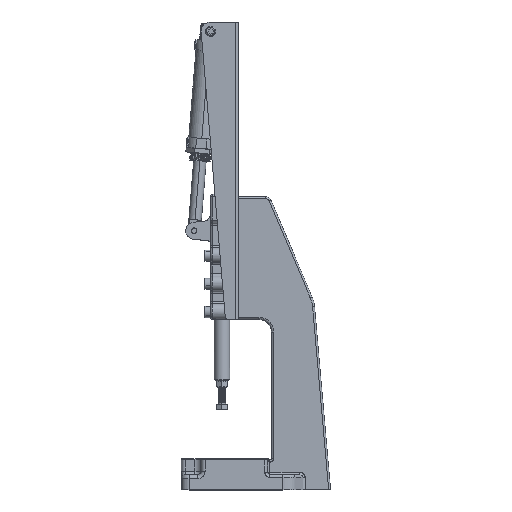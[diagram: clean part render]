
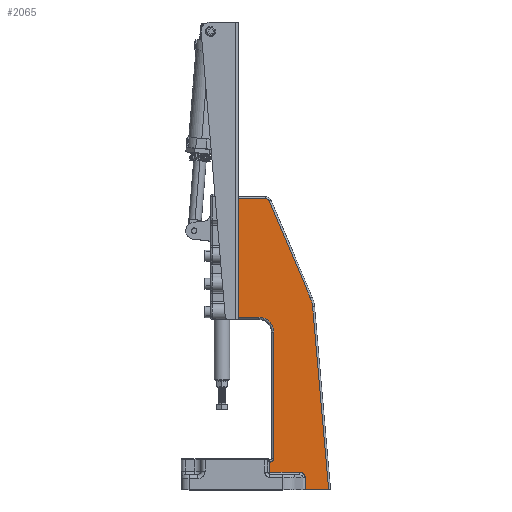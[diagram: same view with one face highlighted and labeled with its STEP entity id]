
A CAD part, top view. The second image highlights one B-rep face of the part: STEP entity #2065.
In plain terms, the highlighted planar face has unit normal (0, 0, 1).
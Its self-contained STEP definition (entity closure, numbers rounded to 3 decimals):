
#839 = CARTESIAN_POINT ( 'NONE',  ( 36.646, 50., 80. ) ) ;
#1173 = EDGE_CURVE ( 'NONE', #16239, #79323, #4362, .T. ) ;
#1273 = CARTESIAN_POINT ( 'NONE',  ( 77.572, -380., 80. ) ) ;
#2065 = ADVANCED_FACE ( 'NONE', ( #25304 ), #72491, .T. ) ;
#2278 = DIRECTION ( 'NONE',  ( 1., 0., 0. ) ) ;
#2771 = VERTEX_POINT ( 'NONE', #13665 ) ;
#2998 = ORIENTED_EDGE ( 'NONE', *, *, #43588, .T. ) ;
#3135 = DIRECTION ( 'NONE',  ( 1., 0., 0. ) ) ;
#3419 = ORIENTED_EDGE ( 'NONE', *, *, #44640, .T. ) ;
#3474 = VERTEX_POINT ( 'NONE', #50765 ) ;
#3908 = DIRECTION ( 'NONE',  ( 0., 0., 1. ) ) ;
#4362 = LINE ( 'NONE', #77790, #38374 ) ;
#6722 = CARTESIAN_POINT ( 'NONE',  ( 30.563, -384., 80. ) ) ;
#6907 = CARTESIAN_POINT ( 'NONE',  ( -20., 57., 80. ) ) ;
#6921 = VERTEX_POINT ( 'NONE', #16980 ) ;
#6980 = CARTESIAN_POINT ( 'NONE',  ( 23.381, -132.354, 80. ) ) ;
#7564 = CARTESIAN_POINT ( 'NONE',  ( 86.809, -408., 80. ) ) ;
#7784 = CARTESIAN_POINT ( 'NONE',  ( 95.382, -101.709, 80. ) ) ;
#8468 = CARTESIAN_POINT ( 'NONE',  ( 31., -358., 80. ) ) ;
#10512 = AXIS2_PLACEMENT_3D ( 'NONE', #34165, #40591, #2278 ) ;
#10764 = EDGE_CURVE ( 'NONE', #2771, #40399, #29331, .T. ) ;
#13653 = DIRECTION ( 'NONE',  ( 0., -1., 0. ) ) ;
#13665 = CARTESIAN_POINT ( 'NONE',  ( 29.825, 52.735, 80. ) ) ;
#13773 = ORIENTED_EDGE ( 'NONE', *, *, #47096, .T. ) ;
#14118 = CARTESIAN_POINT ( 'NONE',  ( 86.809, -388., 80. ) ) ;
#14737 = EDGE_CURVE ( 'NONE', #38502, #3474, #74091, .T. ) ;
#14878 = DIRECTION ( 'NONE',  ( 1., 0., 0. ) ) ;
#15241 = CARTESIAN_POINT ( 'NONE',  ( 98.94, -115.977, 80. ) ) ;
#15672 = LINE ( 'NONE', #73751, #49706 ) ;
#15775 = CARTESIAN_POINT ( 'NONE',  ( 30.563, -363.629, 80. ) ) ;
#16111 = CIRCLE ( 'NONE', #78187, 47. ) ;
#16239 = VERTEX_POINT ( 'NONE', #47281 ) ;
#16980 = CARTESIAN_POINT ( 'NONE',  ( 30.563, -380., 80. ) ) ;
#18253 = VECTOR ( 'NONE', #26292, 1000. ) ;
#18324 = VECTOR ( 'NONE', #77421, 1000. ) ;
#19784 = EDGE_CURVE ( 'NONE', #33008, #39008, #42769, .T. ) ;
#22077 = CARTESIAN_POINT ( 'NONE',  ( 36.646, -358., 80. ) ) ;
#22778 = VERTEX_POINT ( 'NONE', #61297 ) ;
#23125 = VECTOR ( 'NONE', #44375, 1000. ) ;
#23965 = VERTEX_POINT ( 'NONE', #15775 ) ;
#24921 = EDGE_CURVE ( 'NONE', #36717, #36177, #72508, .T. ) ;
#24931 = ORIENTED_EDGE ( 'NONE', *, *, #14737, .T. ) ;
#25304 = FACE_OUTER_BOUND ( 'NONE', #49935, .T. ) ;
#26292 = DIRECTION ( 'NONE',  ( 1., 0., 0. ) ) ;
#26680 = ORIENTED_EDGE ( 'NONE', *, *, #49114, .T. ) ;
#28412 = CARTESIAN_POINT ( 'NONE',  ( -20., 60., 80. ) ) ;
#29310 = CARTESIAN_POINT ( 'NONE',  ( 36.646, -156., 80. ) ) ;
#29331 = CIRCLE ( 'NONE', #40892, 7. ) ;
#29369 = VECTOR ( 'NONE', #3135, 1000. ) ;
#32179 = ORIENTED_EDGE ( 'NONE', *, *, #19784, .T. ) ;
#32836 = ORIENTED_EDGE ( 'NONE', *, *, #10764, .T. ) ;
#33008 = VERTEX_POINT ( 'NONE', #29310 ) ;
#33086 = ORIENTED_EDGE ( 'NONE', *, *, #79438, .T. ) ;
#33296 = DIRECTION ( 'NONE',  ( 0., -1., 0. ) ) ;
#34165 = CARTESIAN_POINT ( 'NONE',  ( 23.381, 50., 80. ) ) ;
#34290 = ORIENTED_EDGE ( 'NONE', *, *, #74386, .T. ) ;
#36177 = VERTEX_POINT ( 'NONE', #47741 ) ;
#36675 = CARTESIAN_POINT ( 'NONE',  ( 13., -156., 80. ) ) ;
#36717 = VERTEX_POINT ( 'NONE', #14118 ) ;
#37645 = DIRECTION ( 'NONE',  ( 0., 0., 1. ) ) ;
#38119 = EDGE_CURVE ( 'NONE', #39008, #23965, #61901, .T. ) ;
#38374 = VECTOR ( 'NONE', #58752, 1000. ) ;
#38502 = VERTEX_POINT ( 'NONE', #50081 ) ;
#38626 = DIRECTION ( 'NONE',  ( 0., 1., 0. ) ) ;
#38827 = AXIS2_PLACEMENT_3D ( 'NONE', #36675, #81451, #43097 ) ;
#38948 = VERTEX_POINT ( 'NONE', #60118 ) ;
#39008 = VERTEX_POINT ( 'NONE', #22077 ) ;
#39373 = LINE ( 'NONE', #6907, #18324 ) ;
#39553 = EDGE_CURVE ( 'NONE', #74603, #2771, #15672, .T. ) ;
#40098 = LINE ( 'NONE', #76317, #23125 ) ;
#40399 = VERTEX_POINT ( 'NONE', #47186 ) ;
#40591 = DIRECTION ( 'NONE',  ( 0., 0., 1. ) ) ;
#40892 = AXIS2_PLACEMENT_3D ( 'NONE', #75975, #37645, #82414 ) ;
#42211 = CARTESIAN_POINT ( 'NONE',  ( 52.119, -120.074, 80. ) ) ;
#42769 = LINE ( 'NONE', #839, #74837 ) ;
#43097 = DIRECTION ( 'NONE',  ( 1., 0., 0. ) ) ;
#43588 = EDGE_CURVE ( 'NONE', #40399, #38502, #39373, .T. ) ;
#44375 = DIRECTION ( 'NONE',  ( 1., 0., 0. ) ) ;
#44590 = AXIS2_PLACEMENT_3D ( 'NONE', #8468, #53187, #14878 ) ;
#44640 = EDGE_CURVE ( 'NONE', #3474, #22778, #69374, .T. ) ;
#45714 = CARTESIAN_POINT ( 'NONE',  ( 82.983, -380., 80. ) ) ;
#46834 = EDGE_CURVE ( 'NONE', #79323, #74603, #16111, .T. ) ;
#47096 = EDGE_CURVE ( 'NONE', #38948, #16239, #40098, .T. ) ;
#47186 = CARTESIAN_POINT ( 'NONE',  ( 23.381, 57., 80. ) ) ;
#47281 = CARTESIAN_POINT ( 'NONE',  ( 124.489, -408., 80. ) ) ;
#47741 = CARTESIAN_POINT ( 'NONE',  ( 77.572, -380., 80. ) ) ;
#48617 = DIRECTION ( 'NONE',  ( 1., 0., 0. ) ) ;
#49114 = EDGE_CURVE ( 'NONE', #36717, #38948, #78716, .T. ) ;
#49706 = VECTOR ( 'NONE', #67315, 1000. ) ;
#49935 = EDGE_LOOP ( 'NONE', ( #24931, #3419, #34290, #32179, #67150, #59892, #33086, #57744, #26680, #13773, #58225, #81552, #75700, #32836, #2998 ) ) ;
#50081 = CARTESIAN_POINT ( 'NONE',  ( -20., 57., 80. ) ) ;
#50765 = CARTESIAN_POINT ( 'NONE',  ( -20., -132.354, 80. ) ) ;
#51871 = CARTESIAN_POINT ( 'NONE',  ( 86.809, -383.314, 80. ) ) ;
#53187 = DIRECTION ( 'NONE',  ( 0., 0., -1. ) ) ;
#54372 = LINE ( 'NONE', #6722, #69457 ) ;
#57037 = VECTOR ( 'NONE', #72367, 1000. ) ;
#57744 = ORIENTED_EDGE ( 'NONE', *, *, #24921, .F. ) ;
#58225 = ORIENTED_EDGE ( 'NONE', *, *, #1173, .T. ) ;
#58752 = DIRECTION ( 'NONE',  ( -0.087, 0.996, 0. ) ) ;
#59892 = ORIENTED_EDGE ( 'NONE', *, *, #66690, .F. ) ;
#60118 = CARTESIAN_POINT ( 'NONE',  ( 86.809, -408., 80. ) ) ;
#61297 = CARTESIAN_POINT ( 'NONE',  ( 13., -132.354, 80. ) ) ;
#61722 = VECTOR ( 'NONE', #33296, 1000. ) ;
#61901 = CIRCLE ( 'NONE', #44590, 5.646 ) ;
#66690 = EDGE_CURVE ( 'NONE', #6921, #23965, #54372, .T. ) ;
#67150 = ORIENTED_EDGE ( 'NONE', *, *, #38119, .T. ) ;
#67315 = DIRECTION ( 'NONE',  ( -0.391, 0.921, 0. ) ) ;
#69374 = LINE ( 'NONE', #6980, #18253 ) ;
#69457 = VECTOR ( 'NONE', #38626, 1000. ) ;
#72367 = DIRECTION ( 'NONE',  ( 0., -1., 0. ) ) ;
#72491 = PLANE ( 'NONE',  #10512 ) ;
#72508 =( BOUNDED_CURVE ( )  B_SPLINE_CURVE ( 3, ( #77934, #51871, #45714, #1273 ),
 .UNSPECIFIED., .F., .T. ) 
 B_SPLINE_CURVE_WITH_KNOTS ( ( 4, 4 ),
 ( 3.142, 4.712 ),
 .UNSPECIFIED. ) 
 CURVE ( )  GEOMETRIC_REPRESENTATION_ITEM ( )  RATIONAL_B_SPLINE_CURVE ( ( 1., 0.805, 0.805, 1. ) ) 
 REPRESENTATION_ITEM ( '' )  );
#73751 = CARTESIAN_POINT ( 'NONE',  ( 29.825, 52.735, 80. ) ) ;
#74091 = LINE ( 'NONE', #28412, #57037 ) ;
#74386 = EDGE_CURVE ( 'NONE', #22778, #33008, #80848, .T. ) ;
#74603 = VERTEX_POINT ( 'NONE', #7784 ) ;
#74837 = VECTOR ( 'NONE', #13653, 1000. ) ;
#75700 = ORIENTED_EDGE ( 'NONE', *, *, #39553, .T. ) ;
#75975 = CARTESIAN_POINT ( 'NONE',  ( 23.381, 50., 80. ) ) ;
#76317 = CARTESIAN_POINT ( 'NONE',  ( 127.5, -408., 80. ) ) ;
#77421 = DIRECTION ( 'NONE',  ( -1., 0., 0. ) ) ;
#77790 = CARTESIAN_POINT ( 'NONE',  ( 98.94, -115.977, 80. ) ) ;
#77934 = CARTESIAN_POINT ( 'NONE',  ( 86.809, -388., 80. ) ) ;
#78187 = AXIS2_PLACEMENT_3D ( 'NONE', #42211, #3908, #48617 ) ;
#78716 = LINE ( 'NONE', #7564, #61722 ) ;
#79323 = VERTEX_POINT ( 'NONE', #15241 ) ;
#79438 = EDGE_CURVE ( 'NONE', #6921, #36177, #80457, .T. ) ;
#79795 = CARTESIAN_POINT ( 'NONE',  ( 84.5, -380., 80. ) ) ;
#80457 = LINE ( 'NONE', #79795, #29369 ) ;
#80848 = CIRCLE ( 'NONE', #38827, 23.646 ) ;
#81451 = DIRECTION ( 'NONE',  ( 0., 0., -1. ) ) ;
#81552 = ORIENTED_EDGE ( 'NONE', *, *, #46834, .T. ) ;
#82414 = DIRECTION ( 'NONE',  ( 1., 0., 0. ) ) ;
